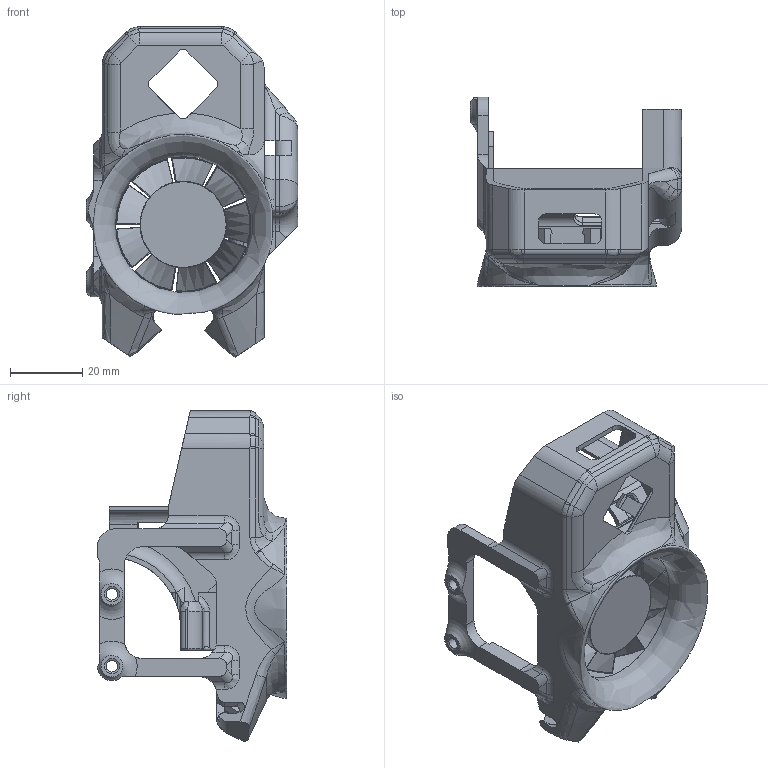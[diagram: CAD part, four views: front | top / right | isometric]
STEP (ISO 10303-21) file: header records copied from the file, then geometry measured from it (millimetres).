
FILE_DESCRIPTION(/* description */ ('','CAx-IF Rec.Pracs.---Representation and Presentation of Product Manufacturing Information (PMI)---4.0---2014-10-13'),/* implementation_level */ '2;1');
FILE_NAME(/* name */ 'OSR Cooling Fan Intake.step',/* time_stamp */ '2025-04-06T12:34:04-07:00',/* author */ (''),/* organization */ (''),/* preprocessor_version */ 'ST-DEVELOPER v20',/* originating_system */ 'Autodesk Translation Framework v13.20.0.188',/* authorisation */ '');
FILE_SCHEMA (('AP242_MANAGED_MODEL_BASED_3D_ENGINEERING_MIM_LF { 1 0 10303 442 1 1 4 }'));
Products named in the file (3): OSR Cooling Fan Intake; Fan Assembly; 4010 FAN
Assembly tree (2 placements, depth 3):
  OSR Cooling Fan Intake
    Fan Assembly
      4010 FAN
Bounding box: 58.65 x 52.58 x 91.76 mm (x, y, z)
Volume: 31817.1 mm3; surface area: 28886.5 mm2
Topology: 2 solids, 2 shells, 712 faces, 2079 edges, 1313 vertices
Faces by surface type: plane 272, bspline 238, cylinder 158, torus 33, cone 10, sphere 1
Full cylindrical faces by diameter (mm): 2.8 x4, 3.25 x2, 38.2 x1
Entity records: 39990 total; most frequent: CARTESIAN_POINT 22926, ORIENTED_EDGE 4066, DIRECTION 2928, EDGE_CURVE 2033, VERTEX_POINT 1313, AXIS2_PLACEMENT_3D 1043, LINE 842, VECTOR 842
